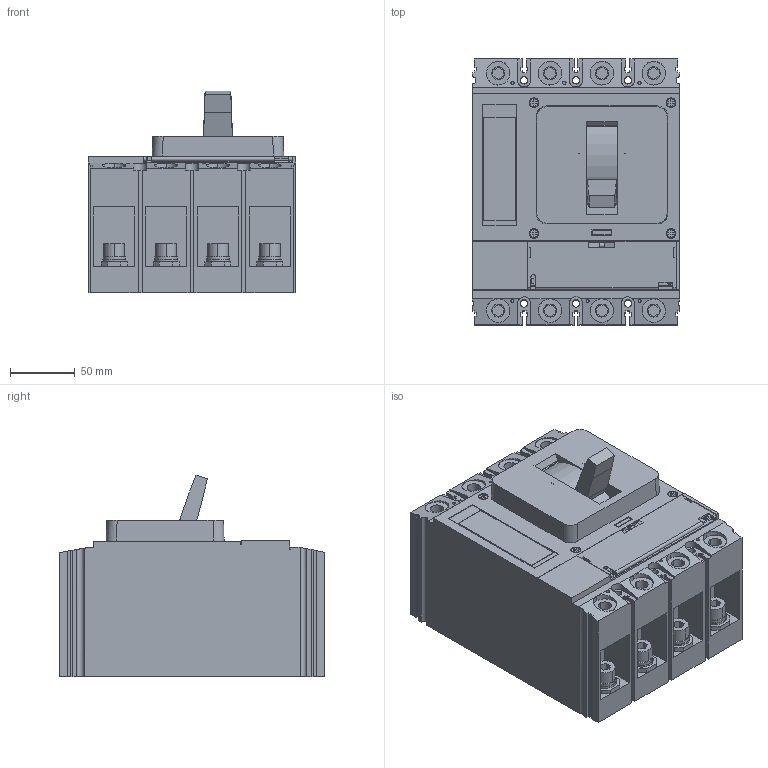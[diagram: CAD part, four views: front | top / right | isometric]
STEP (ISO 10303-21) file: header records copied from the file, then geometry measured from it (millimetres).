
FILE_DESCRIPTION((''),'2;1');
FILE_NAME('FRAME3-4P-3D_ASM','2022-04-29T15:28:55',('SESA644935'),('Schneider-Electric'),'CREO PARAMETRIC BY PTC INC, 2021284','CREO PARAMETRIC BY PTC INC, 2021284','');
FILE_SCHEMA(('CONFIG_CONTROL_DESIGN','SHAPE_APPEARANCE_LAYERS_GROUPS'));
Length unit declared in the file: millimetre
Products named in the file (5): FRAME3-4P-3D-SIMPLIFIED; FRAME3-DOOR; FRAME3-TOGGLE-3D-SIMPLIFIED; FRAME3-TOGGLE-3D_ASM; FRAME3-4P-3D_ASM
Assembly tree (4 placements, depth 3):
  FRAME3-4P-3D_ASM
    FRAME3-4P-3D-SIMPLIFIED
    FRAME3-DOOR
    FRAME3-TOGGLE-3D_ASM
      FRAME3-TOGGLE-3D-SIMPLIFIED
Bounding box: 160 x 205 x 155.58 mm (x, y, z)
Volume: 3128024.7 mm3; surface area: 262610.8 mm2
Topology: 5 solids, 5 shells, 858 faces, 2277 edges, 1513 vertices
Faces by surface type: plane 615, cylinder 242, extrusion 1
Entity records: 37460 total; most frequent: CARTESIAN_POINT 5049, ORIENTED_EDGE 4554, DIRECTION 4434, PRESENTATION_STYLE_ASSIGNMENT 2366, EDGE_CURVE 2277, STYLED_ITEM 2054, CURVE_STYLE 1920, VECTOR 1754
